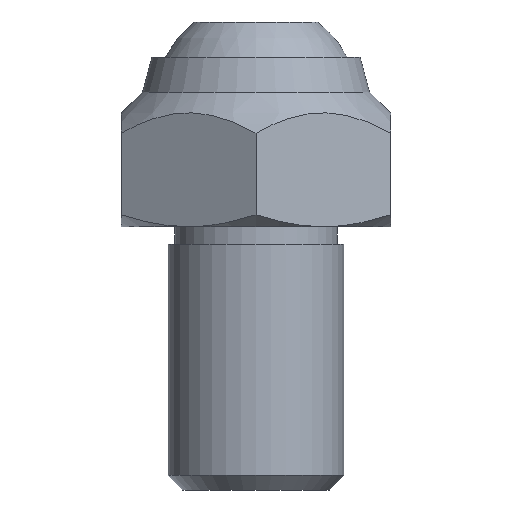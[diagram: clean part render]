
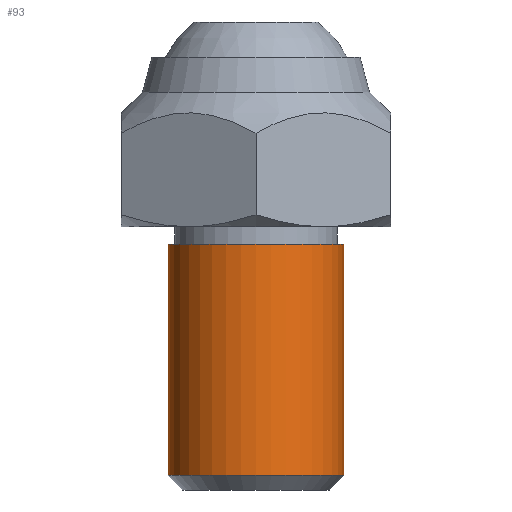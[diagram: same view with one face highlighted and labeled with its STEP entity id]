
A CAD part, front view. The second image highlights one B-rep face of the part: STEP entity #93.
In plain terms, the highlighted cylindrical face has radius 15 mm (diameter 30 mm), a full revolution.
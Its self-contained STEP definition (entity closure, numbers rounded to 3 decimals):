
#93 = ADVANCED_FACE( '', ( #142, #143 ), #144, .T. );
#142 = FACE_OUTER_BOUND( '', #197, .T. );
#143 = FACE_OUTER_BOUND( '', #198, .T. );
#144 = CYLINDRICAL_SURFACE( '', #199, 15. );
#197 = EDGE_LOOP( '', ( #330 ) );
#198 = EDGE_LOOP( '', ( #331 ) );
#199 = AXIS2_PLACEMENT_3D( '', #332, #333, #334 );
#330 = ORIENTED_EDGE( '', *, *, #364, .T. );
#331 = ORIENTED_EDGE( '', *, *, #394, .T. );
#332 = CARTESIAN_POINT( '', ( 0., 0., -45. ) );
#333 = DIRECTION( '', ( 0., 0., -1. ) );
#334 = DIRECTION( '', ( 1., 0., 0. ) );
#364 = EDGE_CURVE( '', #411, #411, #412, .T. );
#394 = EDGE_CURVE( '', #459, #459, #460, .T. );
#411 = VERTEX_POINT( '', #477 );
#412 = CIRCLE( '', #478, 15. );
#459 = VERTEX_POINT( '', #717 );
#460 = CIRCLE( '', #718, 15. );
#477 = CARTESIAN_POINT( '', ( 15., 0., -42.5 ) );
#478 = AXIS2_PLACEMENT_3D( '', #743, #744, #745 );
#717 = CARTESIAN_POINT( '', ( -15., 0., -3. ) );
#718 = AXIS2_PLACEMENT_3D( '', #767, #768, #769 );
#743 = CARTESIAN_POINT( '', ( 0., 0., -42.5 ) );
#744 = DIRECTION( '', ( 0., 0., 1. ) );
#745 = DIRECTION( '', ( 1., 0., 0. ) );
#767 = CARTESIAN_POINT( '', ( 0., 0., -3. ) );
#768 = DIRECTION( '', ( 0., 0., -1. ) );
#769 = DIRECTION( '', ( -1., 0., 0. ) );
